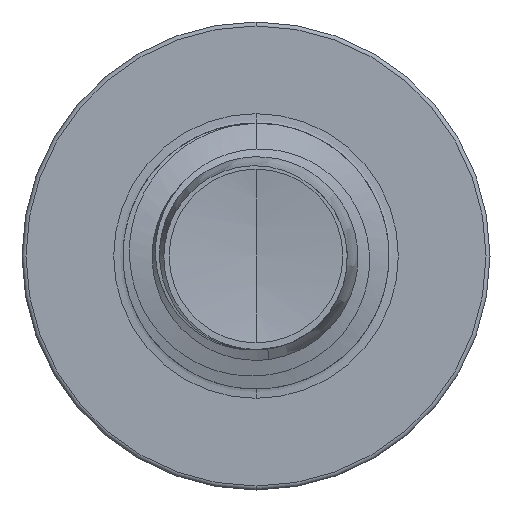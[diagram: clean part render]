
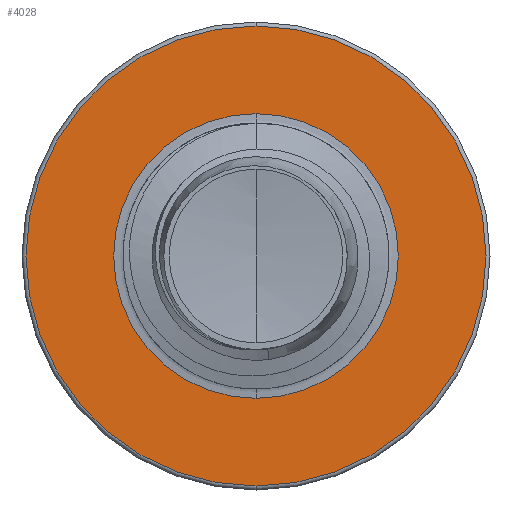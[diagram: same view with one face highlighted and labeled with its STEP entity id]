
A CAD part, front view. The second image highlights one B-rep face of the part: STEP entity #4028.
In plain terms, the highlighted planar face has unit normal (0, -1, 0).
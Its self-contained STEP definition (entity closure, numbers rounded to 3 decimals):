
#199 = VERTEX_POINT ( 'NONE', #1263 ) ;
#259 = DIRECTION ( 'NONE',  ( 0., 1., 0. ) ) ;
#1263 = CARTESIAN_POINT ( 'NONE',  ( 0., 7.5, 2.677 ) ) ;
#2199 = CARTESIAN_POINT ( 'NONE',  ( 0., 7.5, 0. ) ) ;
#2410 = CIRCLE ( 'NONE', #4748, 2.677 ) ;
#2647 = EDGE_CURVE ( 'NONE', #12378, #199, #13512, .T. ) ;
#3566 = DIRECTION ( 'NONE',  ( 0., 0., 1. ) ) ;
#3810 = ORIENTED_EDGE ( 'NONE', *, *, #11728, .T. ) ;
#3876 = CARTESIAN_POINT ( 'NONE',  ( 0., 7.5, -2.677 ) ) ;
#4028 = ADVANCED_FACE ( 'NONE', ( #10705, #11056 ), #11279, .F. ) ;
#4748 = AXIS2_PLACEMENT_3D ( 'NONE', #7431, #15559, #8641 ) ;
#5046 = CARTESIAN_POINT ( 'NONE',  ( 0., 7.5, 4.325 ) ) ;
#5179 = DIRECTION ( 'NONE',  ( 0., 1., 0. ) ) ;
#5783 = CARTESIAN_POINT ( 'NONE',  ( 0., 7.5, -4.325 ) ) ;
#5917 = CIRCLE ( 'NONE', #12853, 4.325 ) ;
#6140 = DIRECTION ( 'NONE',  ( 0., 0., 1. ) ) ;
#6177 = DIRECTION ( 'NONE',  ( 0., 1., 0. ) ) ;
#6197 = CARTESIAN_POINT ( 'NONE',  ( 0., 7.5, 0. ) ) ;
#6434 = EDGE_LOOP ( 'NONE', ( #3810, #13194 ) ) ;
#6621 = EDGE_LOOP ( 'NONE', ( #12841, #12958 ) ) ;
#6848 = VERTEX_POINT ( 'NONE', #5046 ) ;
#7079 = AXIS2_PLACEMENT_3D ( 'NONE', #6197, #6177, #6140 ) ;
#7431 = CARTESIAN_POINT ( 'NONE',  ( 0., 7.5, 0. ) ) ;
#8293 = CARTESIAN_POINT ( 'NONE',  ( 0., 7.5, 0. ) ) ;
#8641 = DIRECTION ( 'NONE',  ( 0., 0., 1. ) ) ;
#9441 = DIRECTION ( 'NONE',  ( 0., 0., 1. ) ) ;
#9754 = EDGE_CURVE ( 'NONE', #6848, #14401, #11223, .T. ) ;
#9942 = AXIS2_PLACEMENT_3D ( 'NONE', #3876, #5179, #13511 ) ;
#10705 = FACE_OUTER_BOUND ( 'NONE', #6621, .T. ) ;
#10987 = DIRECTION ( 'NONE',  ( 0., 1., 0. ) ) ;
#11056 = FACE_BOUND ( 'NONE', #6434, .T. ) ;
#11223 = CIRCLE ( 'NONE', #11928, 4.325 ) ;
#11279 = PLANE ( 'NONE',  #9942 ) ;
#11728 = EDGE_CURVE ( 'NONE', #199, #12378, #2410, .T. ) ;
#11753 = EDGE_CURVE ( 'NONE', #14401, #6848, #5917, .T. ) ;
#11928 = AXIS2_PLACEMENT_3D ( 'NONE', #8293, #259, #9441 ) ;
#12378 = VERTEX_POINT ( 'NONE', #12721 ) ;
#12721 = CARTESIAN_POINT ( 'NONE',  ( 0., 7.5, -2.677 ) ) ;
#12841 = ORIENTED_EDGE ( 'NONE', *, *, #9754, .F. ) ;
#12853 = AXIS2_PLACEMENT_3D ( 'NONE', #2199, #10987, #3566 ) ;
#12958 = ORIENTED_EDGE ( 'NONE', *, *, #11753, .F. ) ;
#13194 = ORIENTED_EDGE ( 'NONE', *, *, #2647, .T. ) ;
#13511 = DIRECTION ( 'NONE',  ( 0., 0., 1. ) ) ;
#13512 = CIRCLE ( 'NONE', #7079, 2.677 ) ;
#14401 = VERTEX_POINT ( 'NONE', #5783 ) ;
#15559 = DIRECTION ( 'NONE',  ( 0., 1., 0. ) ) ;
